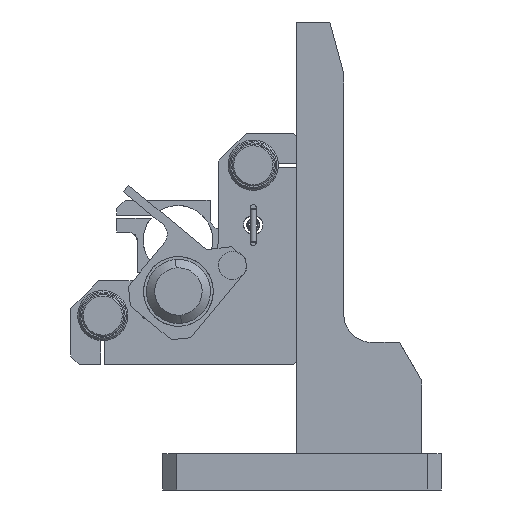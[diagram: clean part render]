
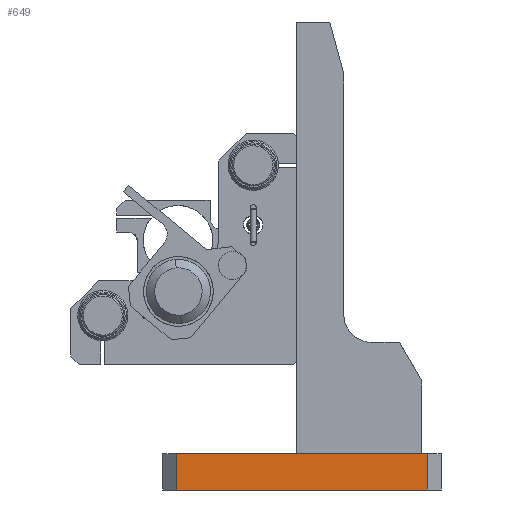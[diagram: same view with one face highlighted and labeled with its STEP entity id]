
A CAD part, front view. The second image highlights one B-rep face of the part: STEP entity #649.
In plain terms, the highlighted free-form (B-spline) face has degree [1, 1] with [2, 2] control points.
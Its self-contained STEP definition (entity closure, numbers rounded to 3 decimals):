
#649=ADVANCED_FACE('',(#1261),#21122,.T.);
#1261=FACE_OUTER_BOUND('',#1888,.T.);
#1888=EDGE_LOOP('',(#2801,#2802,#2803,#2804));
#2801=ORIENTED_EDGE('',*,*,#14761,.T.);
#2802=ORIENTED_EDGE('',*,*,#14760,.F.);
#2803=ORIENTED_EDGE('',*,*,#14762,.T.);
#2804=ORIENTED_EDGE('',*,*,#14747,.F.);
#7057=PCURVE('',#21116,#10157);
#7083=PCURVE('',#21121,#10183);
#7084=PCURVE('',#21122,#10184);
#7085=PCURVE('',#21122,#10185);
#7086=PCURVE('',#21122,#10186);
#7087=PCURVE('',#21122,#10187);
#7094=PCURVE('',#21123,#10194);
#7098=PCURVE('',#21124,#10198);
#10157=DEFINITIONAL_REPRESENTATION('',(#16444),#73873);
#10183=DEFINITIONAL_REPRESENTATION('',(#16483),#73873);
#10184=DEFINITIONAL_REPRESENTATION('',(#16485),#73873);
#10185=DEFINITIONAL_REPRESENTATION('',(#16486),#73873);
#10186=DEFINITIONAL_REPRESENTATION('',(#16488),#73873);
#10187=DEFINITIONAL_REPRESENTATION('',(#16489),#73873);
#10194=DEFINITIONAL_REPRESENTATION('',(#16494),#73873);
#10198=DEFINITIONAL_REPRESENTATION('',(#16498),#73873);
#13163=SURFACE_CURVE('',#16443,(#7057,#7087),.PCURVE_S1.);
#13176=SURFACE_CURVE('',#16482,(#7083,#7085),.PCURVE_S1.);
#13177=SURFACE_CURVE('',#16484,(#7084,#7094),.PCURVE_S1.);
#13178=SURFACE_CURVE('',#16487,(#7086,#7098),.PCURVE_S1.);
#14747=EDGE_CURVE('',#19789,#19790,#13163,.T.);
#14760=EDGE_CURVE('',#19796,#19795,#13176,.T.);
#14761=EDGE_CURVE('',#19789,#19795,#13177,.T.);
#14762=EDGE_CURVE('',#19796,#19790,#13178,.T.);
#16443=B_SPLINE_CURVE_WITH_KNOTS('',1,(#23445,#23446),.UNSPECIFIED.,.F.,
 .F.,(2,2),(0.,13.),.UNSPECIFIED.);
#16444=B_SPLINE_CURVE_WITH_KNOTS('',1,(#23447,#23448),.UNSPECIFIED.,.F.,
 .F.,(2,2),(0.,13.),.UNSPECIFIED.);
#16482=B_SPLINE_CURVE_WITH_KNOTS('',1,(#23523,#23524),.UNSPECIFIED.,.F.,
 .F.,(2,2),(-13.,0.),.UNSPECIFIED.);
#16483=B_SPLINE_CURVE_WITH_KNOTS('',1,(#23525,#23526),.UNSPECIFIED.,.F.,
 .F.,(2,2),(-13.,0.),.UNSPECIFIED.);
#16484=B_SPLINE_CURVE_WITH_KNOTS('',1,(#23527,#23528),.UNSPECIFIED.,.F.,
 .F.,(2,2),(-90.,0.),.UNSPECIFIED.);
#16485=B_SPLINE_CURVE_WITH_KNOTS('',1,(#23529,#23530),.UNSPECIFIED.,.F.,
 .F.,(2,2),(-90.,0.),.UNSPECIFIED.);
#16486=B_SPLINE_CURVE_WITH_KNOTS('',1,(#23531,#23532),.UNSPECIFIED.,.F.,
 .F.,(2,2),(-13.,0.),.UNSPECIFIED.);
#16487=B_SPLINE_CURVE_WITH_KNOTS('',1,(#23533,#23534),.UNSPECIFIED.,.F.,
 .F.,(2,2),(-90.,0.),.UNSPECIFIED.);
#16488=B_SPLINE_CURVE_WITH_KNOTS('',1,(#23535,#23536),.UNSPECIFIED.,.F.,
 .F.,(2,2),(-90.,0.),.UNSPECIFIED.);
#16489=B_SPLINE_CURVE_WITH_KNOTS('',1,(#23537,#23538),.UNSPECIFIED.,.F.,
 .F.,(2,2),(0.,13.),.UNSPECIFIED.);
#16494=B_SPLINE_CURVE_WITH_KNOTS('',1,(#23557,#23558),.UNSPECIFIED.,.F.,
 .F.,(2,2),(-90.,0.),.UNSPECIFIED.);
#16498=B_SPLINE_CURVE_WITH_KNOTS('',1,(#23565,#23566),.UNSPECIFIED.,.F.,
 .F.,(2,2),(-90.,0.),.UNSPECIFIED.);
#19789=VERTEX_POINT('',#22234);
#19790=VERTEX_POINT('',#22235);
#19795=VERTEX_POINT('',#22240);
#19796=VERTEX_POINT('',#22241);
#21116=B_SPLINE_SURFACE_WITH_KNOTS('',1,1,((#21986,#21987),(#21988,#21989)),
 .UNSPECIFIED.,.F.,.F.,.F.,(2,2),(2,2),(-0.877,7.948),
(-1.42,14.42),.UNSPECIFIED.);
#21121=B_SPLINE_SURFACE_WITH_KNOTS('',1,1,((#22006,#22007),(#22008,#22009)),
 .UNSPECIFIED.,.F.,.F.,.F.,(2,2),(2,2),(-0.877,7.948),
(-1.42,14.42),.UNSPECIFIED.);
#21122=B_SPLINE_SURFACE_WITH_KNOTS('',1,1,((#22010,#22011),(#22012,#22013)),
 .UNSPECIFIED.,.F.,.F.,.F.,(2,2),(2,2),(-9.12,99.12),(-1.42,14.42),
 .UNSPECIFIED.);
#21123=B_SPLINE_SURFACE_WITH_KNOTS('',1,1,((#22014,#22015),(#22016,#22017)),
 .UNSPECIFIED.,.F.,.F.,.F.,(2,2),(2,2),(-38.42,-28.58),
(-60.12,60.12),.UNSPECIFIED.);
#21124=B_SPLINE_SURFACE_WITH_KNOTS('',1,1,((#22018,#22019),(#22020,#22021)),
 .UNSPECIFIED.,.F.,.F.,.F.,(2,2),(2,2),(-60.12,60.12),(-45.12,
45.12),.UNSPECIFIED.);
#21986=CARTESIAN_POINT('',(-59.602,-36.521,-7.92));
#21987=CARTESIAN_POINT('',(-59.602,-36.521,7.92));
#21988=CARTESIAN_POINT('',(-53.362,-42.761,-7.92));
#21989=CARTESIAN_POINT('',(-53.362,-42.761,7.92));
#22006=CARTESIAN_POINT('',(35.398,-42.761,-7.92));
#22007=CARTESIAN_POINT('',(35.398,-42.761,7.92));
#22008=CARTESIAN_POINT('',(41.638,-36.521,-7.92));
#22009=CARTESIAN_POINT('',(41.638,-36.521,7.92));
#22010=CARTESIAN_POINT('',(-63.102,-42.141,-7.92));
#22011=CARTESIAN_POINT('',(-63.102,-42.141,7.92));
#22012=CARTESIAN_POINT('',(45.138,-42.141,-7.92));
#22013=CARTESIAN_POINT('',(45.138,-42.141,7.92));
#22014=CARTESIAN_POINT('',(-69.102,-43.061,-6.5));
#22015=CARTESIAN_POINT('',(51.138,-43.061,-6.5));
#22016=CARTESIAN_POINT('',(-69.102,-33.221,-6.5));
#22017=CARTESIAN_POINT('',(51.138,-33.221,-6.5));
#22018=CARTESIAN_POINT('',(-69.102,-49.761,6.5));
#22019=CARTESIAN_POINT('',(-69.102,40.479,6.5));
#22020=CARTESIAN_POINT('',(51.138,-49.761,6.5));
#22021=CARTESIAN_POINT('',(51.138,40.479,6.5));
#22234=CARTESIAN_POINT('',(-53.982,-42.141,-6.5));
#22235=CARTESIAN_POINT('',(-53.982,-42.141,6.5));
#22240=CARTESIAN_POINT('',(36.018,-42.141,-6.5));
#22241=CARTESIAN_POINT('',(36.018,-42.141,6.5));
#23445=CARTESIAN_POINT('',(-53.982,-42.141,-6.5));
#23446=CARTESIAN_POINT('',(-53.982,-42.141,6.5));
#23447=CARTESIAN_POINT('',(7.071,0.));
#23448=CARTESIAN_POINT('',(7.071,13.));
#23523=CARTESIAN_POINT('',(36.018,-42.141,6.5));
#23524=CARTESIAN_POINT('',(36.018,-42.141,-6.5));
#23525=CARTESIAN_POINT('',(0.,13.));
#23526=CARTESIAN_POINT('',(0.,0.));
#23527=CARTESIAN_POINT('',(-53.982,-42.141,-6.5));
#23528=CARTESIAN_POINT('',(36.018,-42.141,-6.5));
#23529=CARTESIAN_POINT('',(0.,0.));
#23530=CARTESIAN_POINT('',(90.,0.));
#23531=CARTESIAN_POINT('',(90.,13.));
#23532=CARTESIAN_POINT('',(90.,0.));
#23533=CARTESIAN_POINT('',(36.018,-42.141,6.5));
#23534=CARTESIAN_POINT('',(-53.982,-42.141,6.5));
#23535=CARTESIAN_POINT('',(90.,13.));
#23536=CARTESIAN_POINT('',(0.,13.));
#23537=CARTESIAN_POINT('',(0.,0.));
#23538=CARTESIAN_POINT('',(0.,13.));
#23557=CARTESIAN_POINT('',(-37.5,-45.));
#23558=CARTESIAN_POINT('',(-37.5,45.));
#23565=CARTESIAN_POINT('',(45.,-37.5));
#23566=CARTESIAN_POINT('',(-45.,-37.5));
#73873=(
GEOMETRIC_REPRESENTATION_CONTEXT(2)
PARAMETRIC_REPRESENTATION_CONTEXT()
REPRESENTATION_CONTEXT('pspace','')
);
